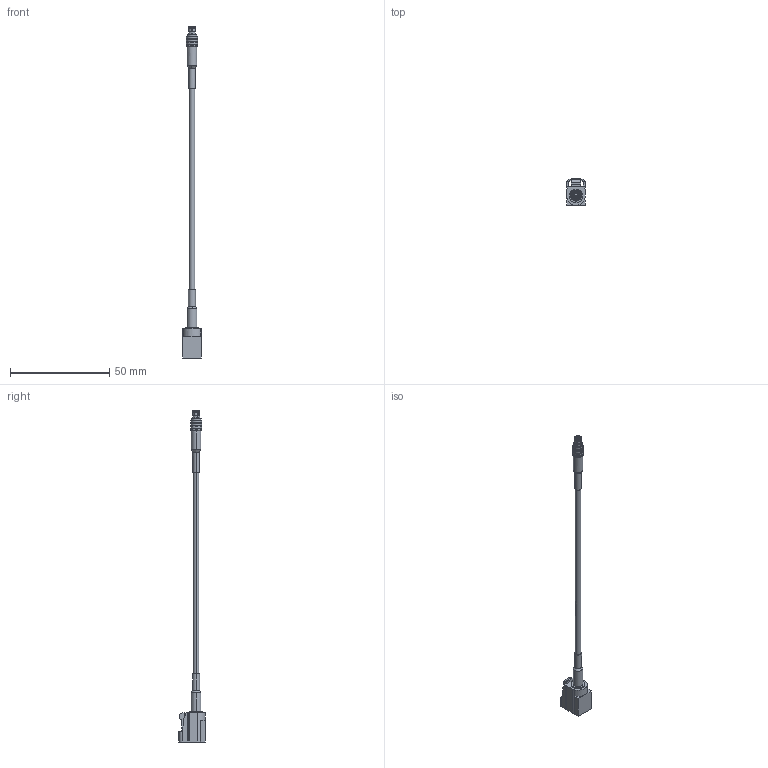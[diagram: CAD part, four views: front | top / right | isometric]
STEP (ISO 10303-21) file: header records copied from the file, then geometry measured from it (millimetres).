
FILE_DESCRIPTION (( 'STEP AP214' ), '1' );
FILE_NAME ('PE3C5654-HS.step', '2021-04-29T22:17:03', ( '' ), ( '' ), 'SwSTEP 2.0', 'SolidWorks 2020', '' );
FILE_SCHEMA (( 'AUTOMOTIVE_DESIGN' ));
Length unit declared in the file: inch
Products named in the file (4): PE4551^PE3C5654-HS_Heat Shrink; LMR-100A-PVC^PE3C5654-HS_LMR-100A; PE3C5654-HS; PE44646A^PE3C5654-HS_Heat Shrink
Assembly tree (3 placements, depth 2):
  PE3C5654-HS
    LMR-100A-PVC^PE3C5654-HS_LMR-100A
    PE4551^PE3C5654-HS_Heat Shrink
    PE44646A^PE3C5654-HS_Heat Shrink
Bounding box: 9.4 x 13.53 x 167.31 mm (x, y, z)
Volume: 2496.4 mm3; surface area: 3269.4 mm2
Topology: 4 solids, 4 shells, 290 faces, 755 edges, 489 vertices
Faces by surface type: plane 136, cylinder 104, cone 42, bspline 6, torus 2
Entity records: 12405 total; most frequent: CARTESIAN_POINT 2664, ORIENTED_EDGE 1510, DIRECTION 1496, EDGE_CURVE 755, AXIS2_PLACEMENT_3D 557, VERTEX_POINT 489, VECTOR 382, LINE 382
